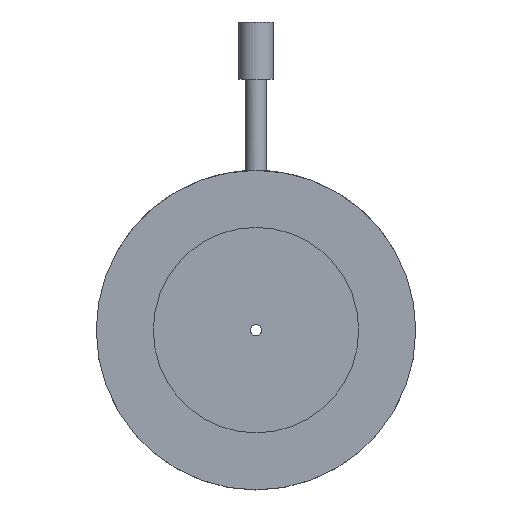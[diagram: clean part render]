
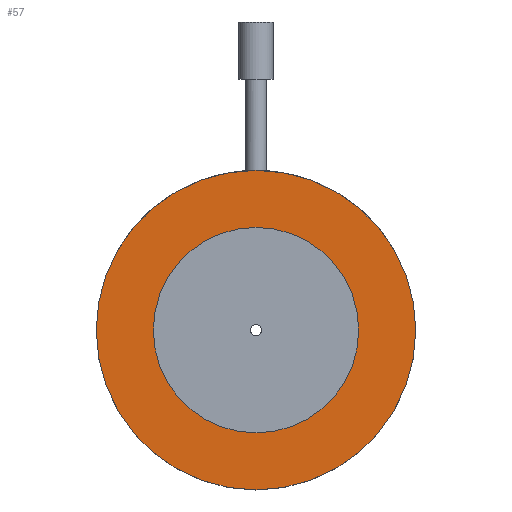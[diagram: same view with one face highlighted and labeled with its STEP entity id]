
A CAD part, top view. The second image highlights one B-rep face of the part: STEP entity #57.
In plain terms, the highlighted planar face has unit normal (0, 0, 1).
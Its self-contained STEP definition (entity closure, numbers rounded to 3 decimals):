
#57 = ADVANCED_FACE ( 'NONE', ( #324, #302 ), #718, .T. ) ;
#78 = ORIENTED_EDGE ( 'NONE', *, *, #96, .T. ) ;
#81 = AXIS2_PLACEMENT_3D ( 'NONE', #274, #700, #609 ) ;
#92 = AXIS2_PLACEMENT_3D ( 'NONE', #416, #809, #346 ) ;
#96 = EDGE_CURVE ( 'NONE', #715, #527, #303, .T. ) ;
#104 = CARTESIAN_POINT ( 'NONE',  ( 0., 0., 2.5 ) ) ;
#132 = CARTESIAN_POINT ( 'NONE',  ( -14., 0., 2.5 ) ) ;
#151 = CARTESIAN_POINT ( 'NONE',  ( 0., 0., 2.5 ) ) ;
#165 = DIRECTION ( 'NONE',  ( 1., 0., 0. ) ) ;
#173 = CIRCLE ( 'NONE', #406, 14. ) ;
#185 = CARTESIAN_POINT ( 'NONE',  ( 9., 0., 2.5 ) ) ;
#274 = CARTESIAN_POINT ( 'NONE',  ( 0., 0., 2.5 ) ) ;
#298 = AXIS2_PLACEMENT_3D ( 'NONE', #448, #840, #372 ) ;
#302 = FACE_OUTER_BOUND ( 'NONE', #611, .T. ) ;
#303 = CIRCLE ( 'NONE', #298, 14. ) ;
#324 = FACE_BOUND ( 'NONE', #471, .T. ) ;
#346 = DIRECTION ( 'NONE',  ( 1., 0., 0. ) ) ;
#372 = DIRECTION ( 'NONE',  ( 1., 0., 0. ) ) ;
#389 = ORIENTED_EDGE ( 'NONE', *, *, #523, .T. ) ;
#406 = AXIS2_PLACEMENT_3D ( 'NONE', #151, #628, #692 ) ;
#413 = VERTEX_POINT ( 'NONE', #594 ) ;
#416 = CARTESIAN_POINT ( 'NONE',  ( 0., 0., 2.5 ) ) ;
#445 = VERTEX_POINT ( 'NONE', #185 ) ;
#448 = CARTESIAN_POINT ( 'NONE',  ( 0., 0., 2.5 ) ) ;
#458 = EDGE_CURVE ( 'NONE', #413, #445, #465, .T. ) ;
#465 = CIRCLE ( 'NONE', #92, 9. ) ;
#471 = EDGE_LOOP ( 'NONE', ( #631, #683 ) ) ;
#523 = EDGE_CURVE ( 'NONE', #527, #715, #173, .T. ) ;
#527 = VERTEX_POINT ( 'NONE', #644 ) ;
#575 = DIRECTION ( 'NONE',  ( 0., 0., 1. ) ) ;
#594 = CARTESIAN_POINT ( 'NONE',  ( -9., 0., 2.5 ) ) ;
#609 = DIRECTION ( 'NONE',  ( 1., 0., 0. ) ) ;
#611 = EDGE_LOOP ( 'NONE', ( #78, #389 ) ) ;
#622 = EDGE_CURVE ( 'NONE', #445, #413, #670, .T. ) ;
#628 = DIRECTION ( 'NONE',  ( 0., 0., 1. ) ) ;
#631 = ORIENTED_EDGE ( 'NONE', *, *, #622, .F. ) ;
#644 = CARTESIAN_POINT ( 'NONE',  ( 14., 0., 2.5 ) ) ;
#670 = CIRCLE ( 'NONE', #719, 9. ) ;
#683 = ORIENTED_EDGE ( 'NONE', *, *, #458, .F. ) ;
#692 = DIRECTION ( 'NONE',  ( 1., 0., 0. ) ) ;
#700 = DIRECTION ( 'NONE',  ( 0., 0., 1. ) ) ;
#715 = VERTEX_POINT ( 'NONE', #132 ) ;
#718 = PLANE ( 'NONE',  #81 ) ;
#719 = AXIS2_PLACEMENT_3D ( 'NONE', #104, #575, #165 ) ;
#809 = DIRECTION ( 'NONE',  ( 0., 0., 1. ) ) ;
#840 = DIRECTION ( 'NONE',  ( 0., 0., 1. ) ) ;
